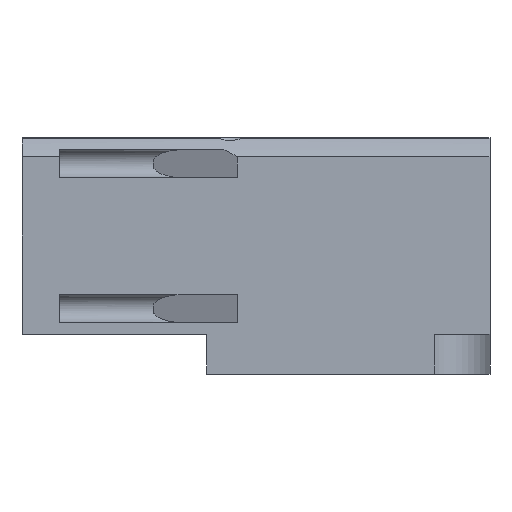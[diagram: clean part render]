
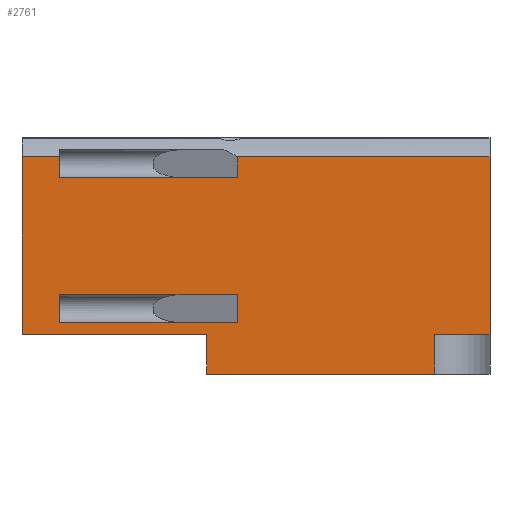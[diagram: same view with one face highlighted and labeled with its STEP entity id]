
A CAD part, left-side view. The second image highlights one B-rep face of the part: STEP entity #2761.
In plain terms, the highlighted planar face has unit normal (-1, 0, 0).
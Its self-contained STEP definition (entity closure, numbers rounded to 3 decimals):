
#51=FACE_BOUND('',#503,.T.);
#101=PLANE('',#2973);
#327=FACE_OUTER_BOUND('',#502,.T.);
#502=EDGE_LOOP('',(#2114,#2115,#2116,#2117,#2118,#2119,#2120,#2121,#2122,
#2123,#2124,#2125));
#503=EDGE_LOOP('',(#2126,#2127,#2128,#2129));
#729=LINE('',#4402,#965);
#742=LINE('',#4448,#978);
#758=LINE('',#5337,#994);
#760=LINE('',#5343,#996);
#780=LINE('',#5425,#1016);
#782=LINE('',#5429,#1018);
#783=LINE('',#5431,#1019);
#784=LINE('',#5433,#1020);
#785=LINE('',#5435,#1021);
#786=LINE('',#5437,#1022);
#787=LINE('',#5439,#1023);
#788=LINE('',#5440,#1024);
#789=LINE('',#5443,#1025);
#790=LINE('',#5445,#1026);
#791=LINE('',#5447,#1027);
#792=LINE('',#5448,#1028);
#965=VECTOR('',#3250,10.);
#978=VECTOR('',#3291,10.);
#994=VECTOR('',#3355,10.);
#996=VECTOR('',#3359,10.);
#1016=VECTOR('',#3405,10.);
#1018=VECTOR('',#3411,10.);
#1019=VECTOR('',#3412,10.);
#1020=VECTOR('',#3413,10.);
#1021=VECTOR('',#3414,10.);
#1022=VECTOR('',#3415,10.);
#1023=VECTOR('',#3416,10.);
#1024=VECTOR('',#3417,10.);
#1025=VECTOR('',#3418,10.);
#1026=VECTOR('',#3419,10.);
#1027=VECTOR('',#3420,10.);
#1028=VECTOR('',#3421,10.);
#1223=VERTEX_POINT('',#4399);
#1224=VERTEX_POINT('',#4401);
#1242=VERTEX_POINT('',#4445);
#1243=VERTEX_POINT('',#4447);
#1273=VERTEX_POINT('',#5340);
#1274=VERTEX_POINT('',#5342);
#1296=VERTEX_POINT('',#5423);
#1297=VERTEX_POINT('',#5430);
#1298=VERTEX_POINT('',#5432);
#1299=VERTEX_POINT('',#5434);
#1300=VERTEX_POINT('',#5436);
#1301=VERTEX_POINT('',#5438);
#1302=VERTEX_POINT('',#5441);
#1303=VERTEX_POINT('',#5442);
#1304=VERTEX_POINT('',#5444);
#1305=VERTEX_POINT('',#5446);
#1502=EDGE_CURVE('',#1224,#1223,#729,.T.);
#1524=EDGE_CURVE('',#1242,#1243,#742,.T.);
#1573=EDGE_CURVE('',#1223,#1243,#758,.T.);
#1576=EDGE_CURVE('',#1274,#1273,#760,.T.);
#1607=EDGE_CURVE('',#1296,#1273,#780,.T.);
#1609=EDGE_CURVE('',#1296,#1224,#782,.T.);
#1610=EDGE_CURVE('',#1297,#1242,#783,.T.);
#1611=EDGE_CURVE('',#1297,#1298,#784,.T.);
#1612=EDGE_CURVE('',#1299,#1298,#785,.T.);
#1613=EDGE_CURVE('',#1300,#1299,#786,.T.);
#1614=EDGE_CURVE('',#1301,#1300,#787,.T.);
#1615=EDGE_CURVE('',#1301,#1274,#788,.T.);
#1616=EDGE_CURVE('',#1302,#1303,#789,.T.);
#1617=EDGE_CURVE('',#1304,#1302,#790,.T.);
#1618=EDGE_CURVE('',#1305,#1304,#791,.T.);
#1619=EDGE_CURVE('',#1303,#1305,#792,.T.);
#2114=ORIENTED_EDGE('',*,*,#1576,.T.);
#2115=ORIENTED_EDGE('',*,*,#1607,.F.);
#2116=ORIENTED_EDGE('',*,*,#1609,.T.);
#2117=ORIENTED_EDGE('',*,*,#1502,.T.);
#2118=ORIENTED_EDGE('',*,*,#1573,.T.);
#2119=ORIENTED_EDGE('',*,*,#1524,.F.);
#2120=ORIENTED_EDGE('',*,*,#1610,.F.);
#2121=ORIENTED_EDGE('',*,*,#1611,.T.);
#2122=ORIENTED_EDGE('',*,*,#1612,.F.);
#2123=ORIENTED_EDGE('',*,*,#1613,.F.);
#2124=ORIENTED_EDGE('',*,*,#1614,.F.);
#2125=ORIENTED_EDGE('',*,*,#1615,.T.);
#2126=ORIENTED_EDGE('',*,*,#1616,.F.);
#2127=ORIENTED_EDGE('',*,*,#1617,.F.);
#2128=ORIENTED_EDGE('',*,*,#1618,.F.);
#2129=ORIENTED_EDGE('',*,*,#1619,.F.);
#2761=ADVANCED_FACE('',(#327,#51),#101,.T.);
#2973=AXIS2_PLACEMENT_3D('',#5428,#3409,#3410);
#3250=DIRECTION('',(0.,0.,1.));
#3291=DIRECTION('',(0.,0.,1.));
#3355=DIRECTION('',(0.,1.,0.));
#3359=DIRECTION('',(0.,1.,0.));
#3405=DIRECTION('',(0.,0.,1.));
#3409=DIRECTION('center_axis',(-1.,0.,0.));
#3410=DIRECTION('ref_axis',(0.,0.,1.));
#3411=DIRECTION('',(0.,1.,0.));
#3412=DIRECTION('',(0.,1.,0.));
#3413=DIRECTION('',(0.,0.,-1.));
#3414=DIRECTION('',(0.,1.,0.));
#3415=DIRECTION('',(0.,0.,-1.));
#3416=DIRECTION('',(0.,1.,0.));
#3417=DIRECTION('',(0.,0.,1.));
#3418=DIRECTION('',(0.,0.,-1.));
#3419=DIRECTION('',(0.,1.,0.));
#3420=DIRECTION('',(0.,0.,1.));
#3421=DIRECTION('',(0.,-1.,0.));
#4399=CARTESIAN_POINT('',(-21.,92.,16.971));
#4401=CARTESIAN_POINT('',(-21.,92.,12.5));
#4402=CARTESIAN_POINT('',(-21.,92.,-2.75));
#4445=CARTESIAN_POINT('',(-21.,100.,-21.));
#4447=CARTESIAN_POINT('',(-21.,100.,16.971));
#4448=CARTESIAN_POINT('',(-21.,100.,-21.));
#5337=CARTESIAN_POINT('',(-21.,100.,16.971));
#5340=CARTESIAN_POINT('',(-21.,54.,16.971));
#5342=CARTESIAN_POINT('',(-21.,0.,16.971));
#5343=CARTESIAN_POINT('',(-21.,100.,16.971));
#5423=CARTESIAN_POINT('',(-21.,54.,12.5));
#5425=CARTESIAN_POINT('',(-21.,54.,-1.375));
#5428=CARTESIAN_POINT('Origin',(-21.,0.,-21.));
#5429=CARTESIAN_POINT('',(-21.,46.,12.5));
#5430=CARTESIAN_POINT('',(-21.,60.5,-21.));
#5431=CARTESIAN_POINT('',(-21.,0.,-21.));
#5432=CARTESIAN_POINT('',(-21.,60.5,-29.5));
#5433=CARTESIAN_POINT('',(-21.,60.5,-21.));
#5434=CARTESIAN_POINT('',(-21.,11.76,-29.5));
#5435=CARTESIAN_POINT('',(-21.,0.,-29.5));
#5436=CARTESIAN_POINT('',(-21.,11.76,-21.));
#5437=CARTESIAN_POINT('',(-21.,11.76,-21.));
#5438=CARTESIAN_POINT('',(-21.,0.,-21.));
#5439=CARTESIAN_POINT('',(-21.,0.,-21.));
#5440=CARTESIAN_POINT('',(-21.,0.,-21.));
#5441=CARTESIAN_POINT('',(-21.,92.,-12.5));
#5442=CARTESIAN_POINT('',(-21.,92.,-18.5));
#5443=CARTESIAN_POINT('',(-21.,92.,-18.25));
#5444=CARTESIAN_POINT('',(-21.,54.,-12.5));
#5445=CARTESIAN_POINT('',(-21.,46.,-12.5));
#5446=CARTESIAN_POINT('',(-21.,54.,-18.5));
#5447=CARTESIAN_POINT('',(-21.,54.,-19.625));
#5448=CARTESIAN_POINT('',(-21.,46.,-18.5));
